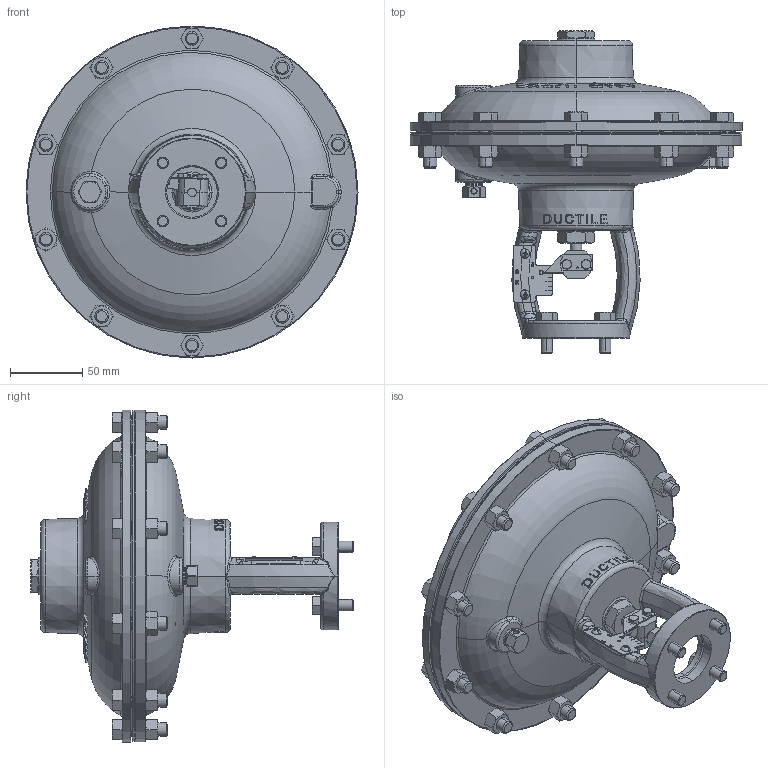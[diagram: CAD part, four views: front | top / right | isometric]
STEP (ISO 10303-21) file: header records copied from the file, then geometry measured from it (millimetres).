
FILE_DESCRIPTION (( 'STEP AP214' ), '1' );
FILE_NAME ('1 INCH HPMV TOPWORKS PC (EAT).STEP', '2020-06-11T12:52:37', ( '' ), ( '' ), 'SwSTEP 2.0', 'SolidWorks 2019', '' );
FILE_SCHEMA (( 'AUTOMOTIVE_DESIGN' ));
Length unit declared in the file: inch
Products named in the file (1): 1 INCH HPMV TOPWORKS PC (EAT)
Bounding box: 229.81 x 222.92 x 229.81 mm (x, y, z)
Volume: 2262726 mm3; surface area: 174984.1 mm2
Topology: 1 solids, 1 shells, 1730 faces, 4254 edges, 2615 vertices
Faces by surface type: plane 744, cone 340, bspline 300, cylinder 197, torus 110, sphere 39
Entity records: 79449 total; most frequent: CARTESIAN_POINT 29338, ORIENTED_EDGE 8472, DIRECTION 7278, EDGE_CURVE 4236, AXIS2_PLACEMENT_3D 2838, VERTEX_POINT 2615, EDGE_LOOP 1873, ADVANCED_FACE 1730
